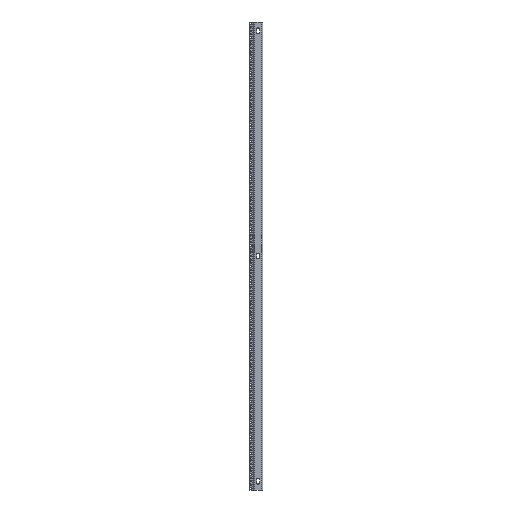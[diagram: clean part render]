
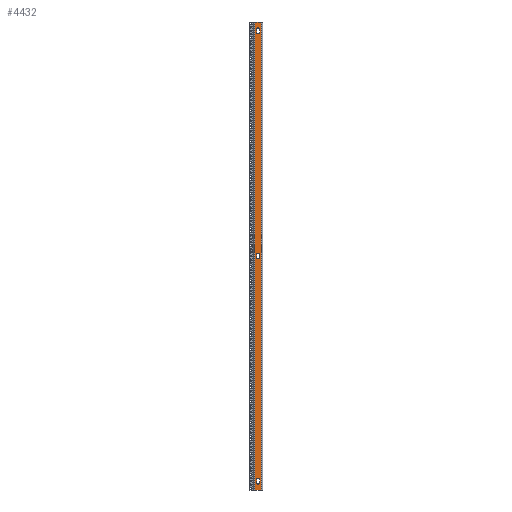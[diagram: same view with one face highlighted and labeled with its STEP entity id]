
A CAD part, left-side view. The second image highlights one B-rep face of the part: STEP entity #4432.
In plain terms, the highlighted planar face has unit normal (-1, 0, 0).
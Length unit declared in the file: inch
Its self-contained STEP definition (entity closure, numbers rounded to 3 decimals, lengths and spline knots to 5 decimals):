
#160 = VERTEX_POINT ( 'NONE', #332 ) ;
#191 = DIRECTION ( 'NONE',  ( 0., 0., 1. ) ) ;
#332 = CARTESIAN_POINT ( 'NONE',  ( 0., 1.375, -78.75 ) ) ;
#551 = DIRECTION ( 'NONE',  ( 0., 0., -1. ) ) ;
#580 = LINE ( 'NONE', #3517, #10499 ) ;
#644 = EDGE_CURVE ( 'NONE', #5908, #15094, #4822, .T. ) ;
#1647 = DIRECTION ( 'NONE',  ( 1., 0., 0. ) ) ;
#1676 = DIRECTION ( 'NONE',  ( 0., 0., 1. ) ) ;
#1923 = EDGE_CURVE ( 'NONE', #11454, #9207, #19755, .T. ) ;
#1995 = DIRECTION ( 'NONE',  ( 1., 0., 0. ) ) ;
#2062 = VERTEX_POINT ( 'NONE', #8778 ) ;
#2132 = CARTESIAN_POINT ( 'NONE',  ( 0., 0.562, -39.625 ) ) ;
#2285 = CIRCLE ( 'NONE', #20288, 0.25 ) ;
#2410 = EDGE_CURVE ( 'NONE', #9207, #9871, #2285, .T. ) ;
#2617 = CIRCLE ( 'NONE', #9607, 0.25 ) ;
#2818 = CARTESIAN_POINT ( 'NONE',  ( 0., 1.062, 0. ) ) ;
#2920 = EDGE_CURVE ( 'NONE', #12658, #19829, #2617, .T. ) ;
#3227 = CARTESIAN_POINT ( 'NONE',  ( 0., 1.625, -78.75 ) ) ;
#3356 = CARTESIAN_POINT ( 'NONE',  ( 0., 0.812, -77. ) ) ;
#3517 = CARTESIAN_POINT ( 'NONE',  ( 0., 1.375, 0. ) ) ;
#3618 = DIRECTION ( 'NONE',  ( 0., 0., 1. ) ) ;
#3717 = VECTOR ( 'NONE', #4877, 39.37008 ) ;
#3938 = EDGE_CURVE ( 'NONE', #19829, #7342, #14511, .T. ) ;
#4202 = CARTESIAN_POINT ( 'NONE',  ( 0., 0.25, -78.75 ) ) ;
#4260 = ORIENTED_EDGE ( 'NONE', *, *, #4986, .F. ) ;
#4432 = ADVANCED_FACE ( 'NONE', ( #17824, #7920, #8224, #6569 ), #5205, .T. ) ;
#4501 = DIRECTION ( 'NONE',  ( 0., 1., 0. ) ) ;
#4670 = VECTOR ( 'NONE', #1676, 39.37008 ) ;
#4822 = LINE ( 'NONE', #11167, #16910 ) ;
#4864 = CARTESIAN_POINT ( 'NONE',  ( 0., 1.062, -77.5 ) ) ;
#4877 = DIRECTION ( 'NONE',  ( 0., 0., -1. ) ) ;
#4986 = EDGE_CURVE ( 'NONE', #2062, #10613, #12673, .T. ) ;
#4999 = CIRCLE ( 'NONE', #16643, 0.25 ) ;
#5102 = CARTESIAN_POINT ( 'NONE',  ( 0., 1.625, 0. ) ) ;
#5205 = PLANE ( 'NONE',  #8028 ) ;
#5816 = AXIS2_PLACEMENT_3D ( 'NONE', #3356, #1995, #13055 ) ;
#5908 = VERTEX_POINT ( 'NONE', #15436 ) ;
#5920 = LINE ( 'NONE', #15609, #18444 ) ;
#5998 = VERTEX_POINT ( 'NONE', #16043 ) ;
#6387 = VECTOR ( 'NONE', #19850, 39.37008 ) ;
#6403 = EDGE_CURVE ( 'NONE', #12979, #9978, #5920, .T. ) ;
#6569 = FACE_OUTER_BOUND ( 'NONE', #11785, .T. ) ;
#6680 = CARTESIAN_POINT ( 'NONE',  ( 0., 0.562, -77.5 ) ) ;
#6732 = ORIENTED_EDGE ( 'NONE', *, *, #11954, .T. ) ;
#6762 = ORIENTED_EDGE ( 'NONE', *, *, #644, .T. ) ;
#7229 = CARTESIAN_POINT ( 'NONE',  ( 0., 0.812, -39.125 ) ) ;
#7342 = VERTEX_POINT ( 'NONE', #7713 ) ;
#7504 = AXIS2_PLACEMENT_3D ( 'NONE', #16337, #18222, #3618 ) ;
#7713 = CARTESIAN_POINT ( 'NONE',  ( 0., 1.062, -1.25 ) ) ;
#7920 = FACE_BOUND ( 'NONE', #15531, .T. ) ;
#8028 = AXIS2_PLACEMENT_3D ( 'NONE', #5102, #9777, #12816 ) ;
#8173 = CIRCLE ( 'NONE', #7504, 0.25 ) ;
#8224 = FACE_BOUND ( 'NONE', #14155, .T. ) ;
#8243 = CARTESIAN_POINT ( 'NONE',  ( 0., 0.812, -77.5 ) ) ;
#8272 = EDGE_CURVE ( 'NONE', #7342, #5998, #8173, .T. ) ;
#8321 = EDGE_CURVE ( 'NONE', #11762, #160, #580, .T. ) ;
#8330 = ORIENTED_EDGE ( 'NONE', *, *, #2410, .T. ) ;
#8475 = CARTESIAN_POINT ( 'NONE',  ( 0., 0.562, 0. ) ) ;
#8748 = EDGE_CURVE ( 'NONE', #9978, #5908, #9090, .T. ) ;
#8778 = CARTESIAN_POINT ( 'NONE',  ( 0., 0.25, 0. ) ) ;
#9068 = LINE ( 'NONE', #10627, #20507 ) ;
#9090 = CIRCLE ( 'NONE', #18762, 0.25 ) ;
#9177 = DIRECTION ( 'NONE',  ( 0., 0., 1. ) ) ;
#9207 = VERTEX_POINT ( 'NONE', #6680 ) ;
#9607 = AXIS2_PLACEMENT_3D ( 'NONE', #18978, #1647, #191 ) ;
#9707 = VECTOR ( 'NONE', #13138, 39.37008 ) ;
#9777 = DIRECTION ( 'NONE',  ( -1., 0., 0. ) ) ;
#9871 = VERTEX_POINT ( 'NONE', #4864 ) ;
#9978 = VERTEX_POINT ( 'NONE', #2132 ) ;
#10499 = VECTOR ( 'NONE', #18012, 39.37008 ) ;
#10529 = LINE ( 'NONE', #16597, #6387 ) ;
#10613 = VERTEX_POINT ( 'NONE', #4202 ) ;
#10627 = CARTESIAN_POINT ( 'NONE',  ( 0., 1.625, 0. ) ) ;
#10699 = EDGE_CURVE ( 'NONE', #15094, #12979, #4999, .T. ) ;
#10937 = LINE ( 'NONE', #2818, #17029 ) ;
#11060 = DIRECTION ( 'NONE',  ( 0., 0., 1. ) ) ;
#11097 = CARTESIAN_POINT ( 'NONE',  ( 0., 0.812, -39.625 ) ) ;
#11167 = CARTESIAN_POINT ( 'NONE',  ( 0., 1.062, 0. ) ) ;
#11454 = VERTEX_POINT ( 'NONE', #17024 ) ;
#11558 = LINE ( 'NONE', #3227, #9707 ) ;
#11762 = VERTEX_POINT ( 'NONE', #16698 ) ;
#11785 = EDGE_LOOP ( 'NONE', ( #4260, #15013, #15964, #19518 ) ) ;
#11943 = CARTESIAN_POINT ( 'NONE',  ( 0., 0.562, -1.75 ) ) ;
#11954 = EDGE_CURVE ( 'NONE', #9871, #12086, #10937, .T. ) ;
#12086 = VERTEX_POINT ( 'NONE', #12603 ) ;
#12148 = ORIENTED_EDGE ( 'NONE', *, *, #13296, .T. ) ;
#12275 = DIRECTION ( 'NONE',  ( 0., 0., -1. ) ) ;
#12603 = CARTESIAN_POINT ( 'NONE',  ( 0., 1.062, -77. ) ) ;
#12658 = VERTEX_POINT ( 'NONE', #11943 ) ;
#12673 = LINE ( 'NONE', #19064, #3717 ) ;
#12760 = CIRCLE ( 'NONE', #5816, 0.25 ) ;
#12769 = DIRECTION ( 'NONE',  ( 1., 0., 0. ) ) ;
#12816 = DIRECTION ( 'NONE',  ( 0., 0., 1. ) ) ;
#12979 = VERTEX_POINT ( 'NONE', #17364 ) ;
#13051 = ORIENTED_EDGE ( 'NONE', *, *, #2920, .T. ) ;
#13055 = DIRECTION ( 'NONE',  ( 0., 0., 1. ) ) ;
#13120 = EDGE_LOOP ( 'NONE', ( #12148, #13051, #14774, #19939 ) ) ;
#13138 = DIRECTION ( 'NONE',  ( 0., -1., 0. ) ) ;
#13296 = EDGE_CURVE ( 'NONE', #5998, #12658, #10529, .T. ) ;
#13549 = EDGE_CURVE ( 'NONE', #160, #10613, #11558, .T. ) ;
#13787 = DIRECTION ( 'NONE',  ( 0., 0., 1. ) ) ;
#14155 = EDGE_LOOP ( 'NONE', ( #15803, #8330, #6732, #18961 ) ) ;
#14227 = ORIENTED_EDGE ( 'NONE', *, *, #8748, .T. ) ;
#14511 = LINE ( 'NONE', #14608, #4670 ) ;
#14604 = DIRECTION ( 'NONE',  ( 1., 0., 0. ) ) ;
#14608 = CARTESIAN_POINT ( 'NONE',  ( 0., 1.062, 0. ) ) ;
#14774 = ORIENTED_EDGE ( 'NONE', *, *, #3938, .T. ) ;
#14995 = ORIENTED_EDGE ( 'NONE', *, *, #10699, .T. ) ;
#15013 = ORIENTED_EDGE ( 'NONE', *, *, #19764, .T. ) ;
#15094 = VERTEX_POINT ( 'NONE', #18988 ) ;
#15148 = DIRECTION ( 'NONE',  ( 1., 0., 0. ) ) ;
#15436 = CARTESIAN_POINT ( 'NONE',  ( 0., 1.062, -39.625 ) ) ;
#15531 = EDGE_LOOP ( 'NONE', ( #18286, #14227, #6762, #14995 ) ) ;
#15609 = CARTESIAN_POINT ( 'NONE',  ( 0., 0.562, 0. ) ) ;
#15803 = ORIENTED_EDGE ( 'NONE', *, *, #1923, .T. ) ;
#15964 = ORIENTED_EDGE ( 'NONE', *, *, #8321, .T. ) ;
#16043 = CARTESIAN_POINT ( 'NONE',  ( 0., 0.562, -1.25 ) ) ;
#16337 = CARTESIAN_POINT ( 'NONE',  ( 0., 0.812, -1.25 ) ) ;
#16597 = CARTESIAN_POINT ( 'NONE',  ( 0., 0.562, 0. ) ) ;
#16643 = AXIS2_PLACEMENT_3D ( 'NONE', #7229, #15148, #13787 ) ;
#16698 = CARTESIAN_POINT ( 'NONE',  ( 0., 1.375, 0. ) ) ;
#16880 = EDGE_CURVE ( 'NONE', #12086, #11454, #12760, .T. ) ;
#16910 = VECTOR ( 'NONE', #17542, 39.37008 ) ;
#16927 = CARTESIAN_POINT ( 'NONE',  ( 0., 1.062, -1.75 ) ) ;
#17024 = CARTESIAN_POINT ( 'NONE',  ( 0., 0.562, -77. ) ) ;
#17029 = VECTOR ( 'NONE', #9177, 39.37008 ) ;
#17364 = CARTESIAN_POINT ( 'NONE',  ( 0., 0.562, -39.125 ) ) ;
#17475 = DIRECTION ( 'NONE',  ( 0., 0., 1. ) ) ;
#17542 = DIRECTION ( 'NONE',  ( 0., 0., 1. ) ) ;
#17824 = FACE_BOUND ( 'NONE', #13120, .T. ) ;
#18012 = DIRECTION ( 'NONE',  ( 0., 0., -1. ) ) ;
#18222 = DIRECTION ( 'NONE',  ( 1., 0., 0. ) ) ;
#18286 = ORIENTED_EDGE ( 'NONE', *, *, #6403, .T. ) ;
#18444 = VECTOR ( 'NONE', #12275, 39.37008 ) ;
#18762 = AXIS2_PLACEMENT_3D ( 'NONE', #11097, #12769, #17475 ) ;
#18961 = ORIENTED_EDGE ( 'NONE', *, *, #16880, .T. ) ;
#18978 = CARTESIAN_POINT ( 'NONE',  ( 0., 0.812, -1.75 ) ) ;
#18988 = CARTESIAN_POINT ( 'NONE',  ( 0., 1.062, -39.125 ) ) ;
#19064 = CARTESIAN_POINT ( 'NONE',  ( 0., 0.25, 0. ) ) ;
#19518 = ORIENTED_EDGE ( 'NONE', *, *, #13549, .T. ) ;
#19755 = LINE ( 'NONE', #8475, #20320 ) ;
#19764 = EDGE_CURVE ( 'NONE', #2062, #11762, #9068, .T. ) ;
#19829 = VERTEX_POINT ( 'NONE', #16927 ) ;
#19850 = DIRECTION ( 'NONE',  ( 0., 0., -1. ) ) ;
#19939 = ORIENTED_EDGE ( 'NONE', *, *, #8272, .T. ) ;
#20288 = AXIS2_PLACEMENT_3D ( 'NONE', #8243, #14604, #11060 ) ;
#20320 = VECTOR ( 'NONE', #551, 39.37008 ) ;
#20507 = VECTOR ( 'NONE', #4501, 39.37008 ) ;
